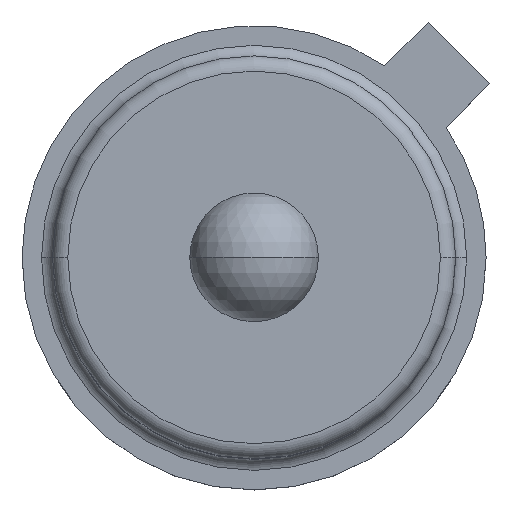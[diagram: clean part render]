
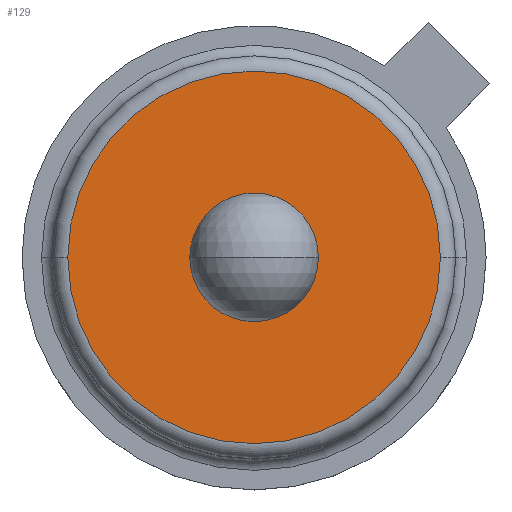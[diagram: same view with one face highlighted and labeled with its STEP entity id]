
A CAD part, top view. The second image highlights one B-rep face of the part: STEP entity #129.
In plain terms, the highlighted planar face has unit normal (0, 0, 1).
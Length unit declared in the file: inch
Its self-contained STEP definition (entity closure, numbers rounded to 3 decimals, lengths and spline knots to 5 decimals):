
#52 = AXIS2_PLACEMENT_3D ( 'NONE', #955, #956, #957 ) ;
#57 = AXIS2_PLACEMENT_3D ( 'NONE', #944, #945, #946 ) ;
#129 = ADVANCED_FACE ( 'NONE', ( #1357, #1362 ), #455, .T. ) ;
#194 = EDGE_CURVE ( 'NONE', #760, #785, #1445, .T. ) ;
#216 = EDGE_CURVE ( 'NONE', #702, #805, #1477, .T. ) ;
#301 = CARTESIAN_POINT ( 'NONE',  ( 0., 0.0295, 0.148 ) ) ;
#357 = CARTESIAN_POINT ( 'NONE',  ( 0., 0., 0.148 ) ) ;
#359 = DIRECTION ( 'NONE',  ( 0., 0., -1. ) ) ;
#360 = DIRECTION ( 'NONE',  ( -1., 0., 0. ) ) ;
#380 = CARTESIAN_POINT ( 'NONE',  ( -0.0855, 0., 0.148 ) ) ;
#404 = CARTESIAN_POINT ( 'NONE',  ( 0.0295, 0., 0.148 ) ) ;
#455 = PLANE ( 'NONE',  #1222 ) ;
#480 = DIRECTION ( 'NONE',  ( 0., 0., 1. ) ) ;
#523 = DIRECTION ( 'NONE',  ( 1., 0., 0. ) ) ;
#617 = CARTESIAN_POINT ( 'NONE',  ( 0., 0., 0.148 ) ) ;
#623 = DIRECTION ( 'NONE',  ( 0., 0., -1. ) ) ;
#624 = DIRECTION ( 'NONE',  ( -1., 0., 0. ) ) ;
#702 = VERTEX_POINT ( 'NONE', #380 ) ;
#760 = VERTEX_POINT ( 'NONE', #404 ) ;
#785 = VERTEX_POINT ( 'NONE', #1019 ) ;
#802 = ORIENTED_EDGE ( 'NONE', *, *, #1131, .F. ) ;
#805 = VERTEX_POINT ( 'NONE', #1034 ) ;
#806 = ORIENTED_EDGE ( 'NONE', *, *, #194, .T. ) ;
#817 = ORIENTED_EDGE ( 'NONE', *, *, #1130, .T. ) ;
#818 = ORIENTED_EDGE ( 'NONE', *, *, #216, .F. ) ;
#862 = EDGE_LOOP ( 'NONE', ( #817, #806 ) ) ;
#902 = EDGE_LOOP ( 'NONE', ( #818, #802 ) ) ;
#944 = CARTESIAN_POINT ( 'NONE',  ( 0., 0., 0.148 ) ) ;
#945 = DIRECTION ( 'NONE',  ( 0., 0., -1. ) ) ;
#946 = DIRECTION ( 'NONE',  ( -1., 0., 0. ) ) ;
#955 = CARTESIAN_POINT ( 'NONE',  ( 0., 0., 0.148 ) ) ;
#956 = DIRECTION ( 'NONE',  ( 0., 0., -1. ) ) ;
#957 = DIRECTION ( 'NONE',  ( -1., 0., 0. ) ) ;
#1019 = CARTESIAN_POINT ( 'NONE',  ( -0.0295, 0., 0.148 ) ) ;
#1034 = CARTESIAN_POINT ( 'NONE',  ( 0.0855, 0., 0.148 ) ) ;
#1130 = EDGE_CURVE ( 'NONE', #785, #760, #1545, .T. ) ;
#1131 = EDGE_CURVE ( 'NONE', #805, #702, #1546, .T. ) ;
#1222 = AXIS2_PLACEMENT_3D ( 'NONE', #301, #480, #523 ) ;
#1279 = AXIS2_PLACEMENT_3D ( 'NONE', #617, #623, #624 ) ;
#1290 = AXIS2_PLACEMENT_3D ( 'NONE', #357, #359, #360 ) ;
#1357 = FACE_BOUND ( 'NONE', #862, .T. ) ;
#1362 = FACE_OUTER_BOUND ( 'NONE', #902, .T. ) ;
#1445 = CIRCLE ( 'NONE', #1279, 0.0295 ) ;
#1477 = CIRCLE ( 'NONE', #1290, 0.0855 ) ;
#1545 = CIRCLE ( 'NONE', #57, 0.0295 ) ;
#1546 = CIRCLE ( 'NONE', #52, 0.0855 ) ;
